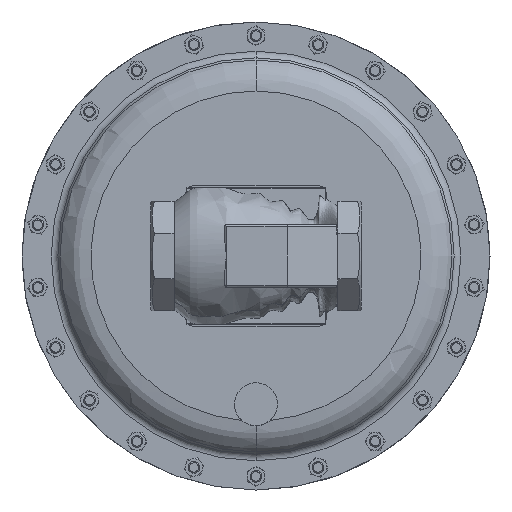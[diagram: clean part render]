
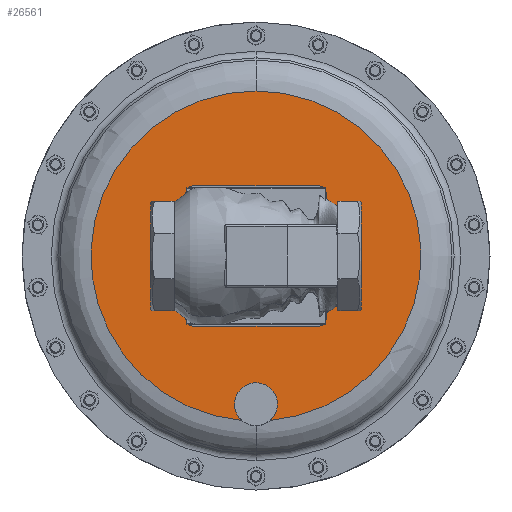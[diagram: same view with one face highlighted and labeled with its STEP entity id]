
A CAD part, front view. The second image highlights one B-rep face of the part: STEP entity #26561.
In plain terms, the highlighted planar face has unit normal (0, -1, 0).
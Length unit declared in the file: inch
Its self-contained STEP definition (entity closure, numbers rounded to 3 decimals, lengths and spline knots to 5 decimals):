
#99 = DIRECTION ( 'NONE',  ( 0., -1., 0. ) ) ;
#1183 = ORIENTED_EDGE ( 'NONE', *, *, #34411, .T. ) ;
#1327 = CIRCLE ( 'NONE', #43925, 0.6875 ) ;
#1684 = EDGE_CURVE ( 'NONE', #41731, #13668, #1327, .T. ) ;
#2010 = CARTESIAN_POINT ( 'NONE',  ( 1.50631, 7.67334, 0.78014 ) ) ;
#2771 = AXIS2_PLACEMENT_3D ( 'NONE', #6602, #32930, #10395 ) ;
#2809 = AXIS2_PLACEMENT_3D ( 'NONE', #22457, #48825, #26241 ) ;
#3914 = DIRECTION ( 'NONE',  ( 0., -1., 0. ) ) ;
#6262 = ORIENTED_EDGE ( 'NONE', *, *, #32606, .T. ) ;
#6602 = CARTESIAN_POINT ( 'NONE',  ( 1.50631, 7.67334, 5.53014 ) ) ;
#6701 = CIRCLE ( 'NONE', #8866, 5.28949 ) ;
#7165 = CARTESIAN_POINT ( 'NONE',  ( 1.05702, 7.67334, 0.25976 ) ) ;
#8844 = EDGE_CURVE ( 'NONE', #20927, #46059, #38646, .T. ) ;
#8866 = AXIS2_PLACEMENT_3D ( 'NONE', #21014, #47381, #24784 ) ;
#9272 = EDGE_LOOP ( 'NONE', ( #11254, #23461 ) ) ;
#9986 = CARTESIAN_POINT ( 'NONE',  ( 1.50631, 7.67334, 4.56014 ) ) ;
#10331 = VERTEX_POINT ( 'NONE', #19534 ) ;
#10395 = DIRECTION ( 'NONE',  ( 0., 0., -1. ) ) ;
#10422 = CARTESIAN_POINT ( 'NONE',  ( 1.50631, 7.67334, 6.50014 ) ) ;
#11254 = ORIENTED_EDGE ( 'NONE', *, *, #27443, .F. ) ;
#13668 = VERTEX_POINT ( 'NONE', #40530 ) ;
#14902 = CARTESIAN_POINT ( 'NONE',  ( 1.50631, 7.67334, 5.53014 ) ) ;
#16012 = AXIS2_PLACEMENT_3D ( 'NONE', #22600, #99, #26392 ) ;
#16111 = AXIS2_PLACEMENT_3D ( 'NONE', #39148, #16586, #42922 ) ;
#16586 = DIRECTION ( 'NONE',  ( 0., -1., 0. ) ) ;
#18696 = DIRECTION ( 'NONE',  ( 0., 0., -1. ) ) ;
#19534 = CARTESIAN_POINT ( 'NONE',  ( 1.50631, 7.67334, 10.81963 ) ) ;
#20927 = VERTEX_POINT ( 'NONE', #10422 ) ;
#21014 = CARTESIAN_POINT ( 'NONE',  ( 1.50631, 7.67334, 5.53014 ) ) ;
#22457 = CARTESIAN_POINT ( 'NONE',  ( 1.50631, 7.67334, 0.78014 ) ) ;
#22600 = CARTESIAN_POINT ( 'NONE',  ( 1.50631, 7.67334, 5.53014 ) ) ;
#23461 = ORIENTED_EDGE ( 'NONE', *, *, #8844, .F. ) ;
#24520 = DIRECTION ( 'NONE',  ( -0.999, 0., 0.046 ) ) ;
#24784 = DIRECTION ( 'NONE',  ( 0., 0., -1. ) ) ;
#25451 = CIRCLE ( 'NONE', #16012, 5.28949 ) ;
#26241 = DIRECTION ( 'NONE',  ( -0.999, 0., 0.046 ) ) ;
#26392 = DIRECTION ( 'NONE',  ( 0., 0., -1. ) ) ;
#26456 = CARTESIAN_POINT ( 'NONE',  ( 1.50631, 7.67334, 5.53014 ) ) ;
#26561 = ADVANCED_FACE ( 'NONE', ( #38486, #34341 ), #47938, .T. ) ;
#27443 = EDGE_CURVE ( 'NONE', #46059, #20927, #39630, .T. ) ;
#27489 = CARTESIAN_POINT ( 'NONE',  ( 1.95561, 7.67334, 0.25976 ) ) ;
#28299 = DIRECTION ( 'NONE',  ( 0., -1., 0. ) ) ;
#29752 = ORIENTED_EDGE ( 'NONE', *, *, #1684, .F. ) ;
#30022 = CIRCLE ( 'NONE', #2809, 0.6875 ) ;
#30236 = DIRECTION ( 'NONE',  ( 0., 0., -1. ) ) ;
#30746 = EDGE_CURVE ( 'NONE', #13668, #48161, #37364, .T. ) ;
#30831 = CARTESIAN_POINT ( 'NONE',  ( 2.19307, 7.67334, 0.74822 ) ) ;
#30945 = EDGE_LOOP ( 'NONE', ( #1183, #6262, #40155, #29752, #31531 ) ) ;
#31531 = ORIENTED_EDGE ( 'NONE', *, *, #36439, .F. ) ;
#32075 = VERTEX_POINT ( 'NONE', #27489 ) ;
#32606 = EDGE_CURVE ( 'NONE', #10331, #48161, #6701, .T. ) ;
#32930 = DIRECTION ( 'NONE',  ( 0., -1., 0. ) ) ;
#33676 = AXIS2_PLACEMENT_3D ( 'NONE', #26456, #3914, #30236 ) ;
#34341 = FACE_OUTER_BOUND ( 'NONE', #30945, .T. ) ;
#34411 = EDGE_CURVE ( 'NONE', #32075, #10331, #25451, .T. ) ;
#34627 = AXIS2_PLACEMENT_3D ( 'NONE', #14902, #41245, #18696 ) ;
#36439 = EDGE_CURVE ( 'NONE', #32075, #41731, #30022, .T. ) ;
#37364 = CIRCLE ( 'NONE', #16111, 0.6875 ) ;
#38486 = FACE_BOUND ( 'NONE', #9272, .T. ) ;
#38646 = CIRCLE ( 'NONE', #33676, 0.97 ) ;
#39148 = CARTESIAN_POINT ( 'NONE',  ( 1.50631, 7.67334, 0.78014 ) ) ;
#39630 = CIRCLE ( 'NONE', #34627, 0.97 ) ;
#40155 = ORIENTED_EDGE ( 'NONE', *, *, #30746, .F. ) ;
#40530 = CARTESIAN_POINT ( 'NONE',  ( 0.81956, 7.67334, 0.81205 ) ) ;
#41245 = DIRECTION ( 'NONE',  ( 0., -1., 0. ) ) ;
#41731 = VERTEX_POINT ( 'NONE', #30831 ) ;
#42922 = DIRECTION ( 'NONE',  ( -0.999, 0., 0.046 ) ) ;
#43925 = AXIS2_PLACEMENT_3D ( 'NONE', #2010, #28299, #24520 ) ;
#46059 = VERTEX_POINT ( 'NONE', #9986 ) ;
#47381 = DIRECTION ( 'NONE',  ( 0., -1., 0. ) ) ;
#47938 = PLANE ( 'NONE',  #2771 ) ;
#48161 = VERTEX_POINT ( 'NONE', #7165 ) ;
#48825 = DIRECTION ( 'NONE',  ( 0., -1., 0. ) ) ;
